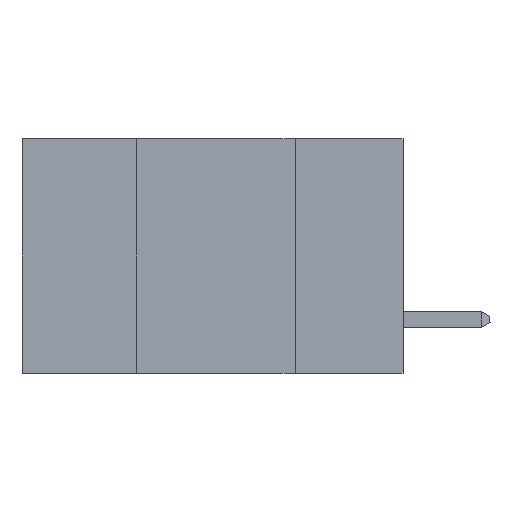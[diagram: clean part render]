
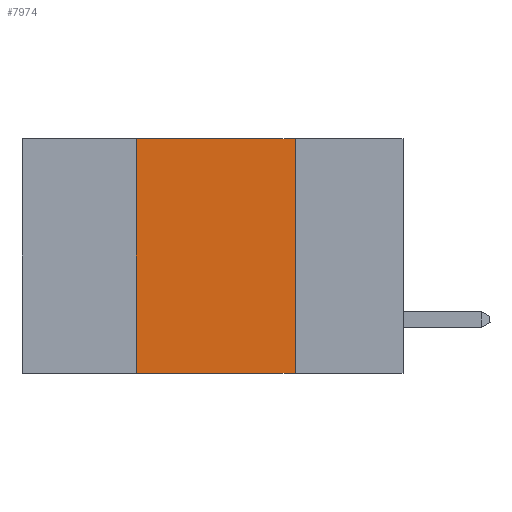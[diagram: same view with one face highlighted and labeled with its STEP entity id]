
A CAD part, left-side view. The second image highlights one B-rep face of the part: STEP entity #7974.
In plain terms, the highlighted planar face has unit normal (-1, 0, 0).
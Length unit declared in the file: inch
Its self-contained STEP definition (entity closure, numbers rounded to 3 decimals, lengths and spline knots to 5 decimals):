
#366 = CARTESIAN_POINT ( 'NONE',  ( 0., 0.17, -0.37 ) ) ;
#524 = VECTOR ( 'NONE', #5380, 39.37008 ) ;
#1503 = FACE_OUTER_BOUND ( 'NONE', #14951, .T. ) ;
#2136 = CARTESIAN_POINT ( 'NONE',  ( 0., 0.6, -0.37 ) ) ;
#2220 = DIRECTION ( 'NONE',  ( 0., -1., 0. ) ) ;
#2427 = VECTOR ( 'NONE', #3984, 39.37008 ) ;
#2753 = PLANE ( 'NONE',  #4474 ) ;
#2772 = CARTESIAN_POINT ( 'NONE',  ( 0., 0.17, 0. ) ) ;
#3156 = EDGE_CURVE ( 'NONE', #13318, #3337, #9898, .T. ) ;
#3337 = VERTEX_POINT ( 'NONE', #366 ) ;
#3472 = ORIENTED_EDGE ( 'NONE', *, *, #5051, .F. ) ;
#3984 = DIRECTION ( 'NONE',  ( 0., 0., -1. ) ) ;
#4474 = AXIS2_PLACEMENT_3D ( 'NONE', #11190, #12377, #5279 ) ;
#5051 = EDGE_CURVE ( 'NONE', #13318, #7929, #7278, .T. ) ;
#5180 = CARTESIAN_POINT ( 'NONE',  ( 0., 0.42, 0. ) ) ;
#5279 = DIRECTION ( 'NONE',  ( 0., 0., -1. ) ) ;
#5380 = DIRECTION ( 'NONE',  ( 0., 0., 1. ) ) ;
#5614 = VECTOR ( 'NONE', #14149, 39.37008 ) ;
#5982 = CARTESIAN_POINT ( 'NONE',  ( 0., 0.6, 0. ) ) ;
#6327 = ORIENTED_EDGE ( 'NONE', *, *, #9598, .F. ) ;
#6712 = ORIENTED_EDGE ( 'NONE', *, *, #3156, .T. ) ;
#7278 = LINE ( 'NONE', #12488, #524 ) ;
#7365 = VERTEX_POINT ( 'NONE', #2772 ) ;
#7929 = VERTEX_POINT ( 'NONE', #5180 ) ;
#7974 = ADVANCED_FACE ( 'NONE', ( #1503 ), #2753, .F. ) ;
#8904 = LINE ( 'NONE', #12355, #2427 ) ;
#9083 = ORIENTED_EDGE ( 'NONE', *, *, #15196, .F. ) ;
#9598 = EDGE_CURVE ( 'NONE', #7929, #7365, #11194, .T. ) ;
#9898 = LINE ( 'NONE', #2136, #15645 ) ;
#11190 = CARTESIAN_POINT ( 'NONE',  ( 0., 0.6, 0. ) ) ;
#11194 = LINE ( 'NONE', #5982, #5614 ) ;
#12355 = CARTESIAN_POINT ( 'NONE',  ( 0., 0.17, 0. ) ) ;
#12377 = DIRECTION ( 'NONE',  ( 1., 0., 0. ) ) ;
#12488 = CARTESIAN_POINT ( 'NONE',  ( 0., 0.42, 0. ) ) ;
#13318 = VERTEX_POINT ( 'NONE', #15107 ) ;
#14149 = DIRECTION ( 'NONE',  ( 0., -1., 0. ) ) ;
#14951 = EDGE_LOOP ( 'NONE', ( #9083, #6327, #3472, #6712 ) ) ;
#15107 = CARTESIAN_POINT ( 'NONE',  ( 0., 0.42, -0.37 ) ) ;
#15196 = EDGE_CURVE ( 'NONE', #7365, #3337, #8904, .T. ) ;
#15645 = VECTOR ( 'NONE', #2220, 39.37008 ) ;
